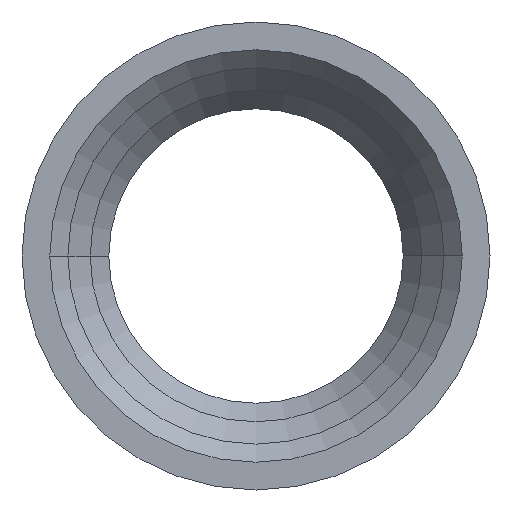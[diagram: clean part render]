
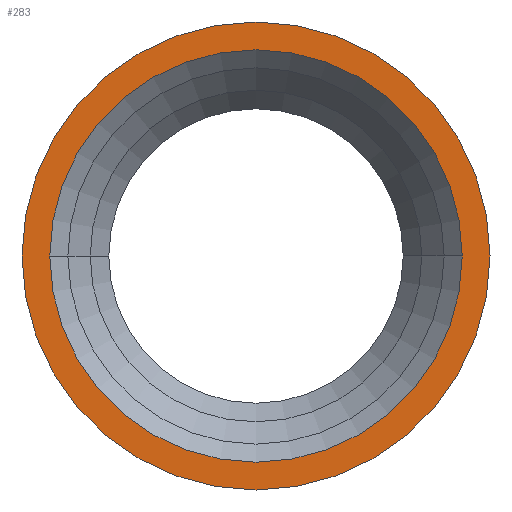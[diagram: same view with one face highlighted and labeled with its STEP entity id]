
A CAD part, left-side view. The second image highlights one B-rep face of the part: STEP entity #283.
In plain terms, the highlighted planar face has unit normal (-1, 0, 0).
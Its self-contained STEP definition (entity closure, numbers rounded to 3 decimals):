
#185 = VERTEX_POINT( '', #451 );
#195 = EDGE_CURVE( '', #277, #291, #462, .T. );
#207 = EDGE_CURVE( '', #185, #325, #476, .T. );
#223 = EDGE_CURVE( '', #291, #277, #494, .T. );
#277 = VERTEX_POINT( '', #557 );
#283 = ADVANCED_FACE( '', ( #564, #565 ), #566, .T. );
#291 = VERTEX_POINT( '', #574 );
#325 = VERTEX_POINT( '', #612 );
#363 = EDGE_CURVE( '', #325, #185, #655, .T. );
#451 = CARTESIAN_POINT( '', ( 0., -157.5, 0. ) );
#462 = CIRCLE( '', #765, 138.8 );
#476 = CIRCLE( '', #783, 157.5 );
#494 = CIRCLE( '', #807, 138.8 );
#557 = CARTESIAN_POINT( '', ( 0., 138.8, 0. ) );
#564 = FACE_BOUND( '', #895, .T. );
#565 = FACE_OUTER_BOUND( '', #896, .T. );
#566 = PLANE( '', #897 );
#574 = CARTESIAN_POINT( '', ( 0., -138.8, 0. ) );
#612 = CARTESIAN_POINT( '', ( 0., 157.5, 0. ) );
#655 = CIRCLE( '', #1016, 157.5 );
#765 = AXIS2_PLACEMENT_3D( '', #1127, #1128, #1129 );
#783 = AXIS2_PLACEMENT_3D( '', #1150, #1151, #1152 );
#807 = AXIS2_PLACEMENT_3D( '', #1174, #1175, #1176 );
#895 = EDGE_LOOP( '', ( #1269, #1270 ) );
#896 = EDGE_LOOP( '', ( #1271, #1272 ) );
#897 = AXIS2_PLACEMENT_3D( '', #1273, #1274, #1275 );
#1016 = AXIS2_PLACEMENT_3D( '', #1385, #1386, #1387 );
#1127 = CARTESIAN_POINT( '', ( 0., 0., 0. ) );
#1128 = DIRECTION( '', ( -1., 0., 0. ) );
#1129 = DIRECTION( '', ( 0., 1., 0. ) );
#1150 = CARTESIAN_POINT( '', ( 0., 0., 0. ) );
#1151 = DIRECTION( '', ( -1., 0., 0. ) );
#1152 = DIRECTION( '', ( 0., 1., 0. ) );
#1174 = CARTESIAN_POINT( '', ( 0., 0., 0. ) );
#1175 = DIRECTION( '', ( -1., 0., 0. ) );
#1176 = DIRECTION( '', ( 0., 1., 0. ) );
#1269 = ORIENTED_EDGE( '', *, *, #195, .F. );
#1270 = ORIENTED_EDGE( '', *, *, #223, .F. );
#1271 = ORIENTED_EDGE( '', *, *, #363, .T. );
#1272 = ORIENTED_EDGE( '', *, *, #207, .T. );
#1273 = CARTESIAN_POINT( '', ( 0., 148.15, 0. ) );
#1274 = DIRECTION( '', ( -1., 0., 0. ) );
#1275 = DIRECTION( '', ( 0., 1., 0. ) );
#1385 = CARTESIAN_POINT( '', ( 0., 0., 0. ) );
#1386 = DIRECTION( '', ( -1., 0., 0. ) );
#1387 = DIRECTION( '', ( 0., 1., 0. ) );
